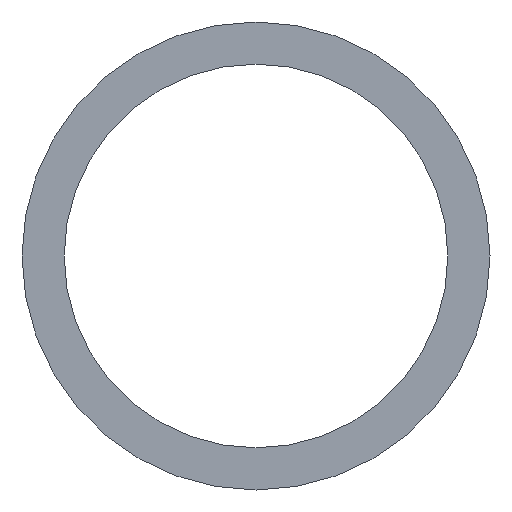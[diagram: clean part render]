
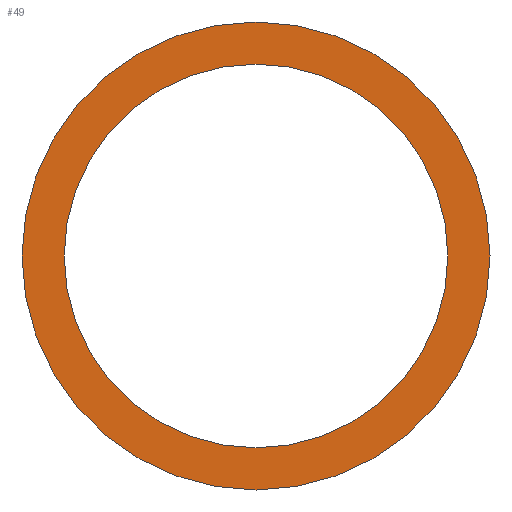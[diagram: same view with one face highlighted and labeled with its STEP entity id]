
A CAD part, front view. The second image highlights one B-rep face of the part: STEP entity #49.
In plain terms, the highlighted planar face has unit normal (0, -1, 0).
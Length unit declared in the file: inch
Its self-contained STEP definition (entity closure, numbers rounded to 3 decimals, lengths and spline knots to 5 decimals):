
#13 = EDGE_CURVE ( 'NONE', #233, #163, #187, .T. ) ;
#19 = VERTEX_POINT ( 'NONE', #234 ) ;
#49 = ADVANCED_FACE ( 'NONE', ( #185, #93 ), #192, .F. ) ;
#54 = DIRECTION ( 'NONE',  ( 0., 0., 1. ) ) ;
#56 = DIRECTION ( 'NONE',  ( 0., 1., 0. ) ) ;
#59 = CARTESIAN_POINT ( 'NONE',  ( 0., 0., 0. ) ) ;
#61 = EDGE_CURVE ( 'NONE', #19, #109, #203, .T. ) ;
#66 = CARTESIAN_POINT ( 'NONE',  ( 0., 0., -0.41 ) ) ;
#79 = DIRECTION ( 'NONE',  ( 0., 0., 1. ) ) ;
#80 = CARTESIAN_POINT ( 'NONE',  ( 0., 0., 0.41 ) ) ;
#84 = EDGE_CURVE ( 'NONE', #109, #19, #214, .T. ) ;
#93 = FACE_BOUND ( 'NONE', #123, .T. ) ;
#101 = AXIS2_PLACEMENT_3D ( 'NONE', #59, #56, #54 ) ;
#104 = EDGE_LOOP ( 'NONE', ( #127, #116 ) ) ;
#108 = DIRECTION ( 'NONE',  ( 0., 0., 1. ) ) ;
#109 = VERTEX_POINT ( 'NONE', #113 ) ;
#110 = DIRECTION ( 'NONE',  ( 0., 1., 0. ) ) ;
#111 = CARTESIAN_POINT ( 'NONE',  ( 0., 0., 0. ) ) ;
#113 = CARTESIAN_POINT ( 'NONE',  ( 0., 0., -0.5 ) ) ;
#116 = ORIENTED_EDGE ( 'NONE', *, *, #61, .F. ) ;
#120 = AXIS2_PLACEMENT_3D ( 'NONE', #220, #190, #189 ) ;
#123 = EDGE_LOOP ( 'NONE', ( #167, #125 ) ) ;
#125 = ORIENTED_EDGE ( 'NONE', *, *, #236, .T. ) ;
#127 = ORIENTED_EDGE ( 'NONE', *, *, #84, .F. ) ;
#147 = DIRECTION ( 'NONE',  ( 0., 0., 1. ) ) ;
#150 = DIRECTION ( 'NONE',  ( 0., 1., 0. ) ) ;
#151 = CARTESIAN_POINT ( 'NONE',  ( 0., 0., 0. ) ) ;
#153 = AXIS2_PLACEMENT_3D ( 'NONE', #111, #110, #108 ) ;
#163 = VERTEX_POINT ( 'NONE', #80 ) ;
#167 = ORIENTED_EDGE ( 'NONE', *, *, #13, .T. ) ;
#185 = FACE_OUTER_BOUND ( 'NONE', #104, .T. ) ;
#187 = CIRCLE ( 'NONE', #244, 0.41 ) ;
#189 = DIRECTION ( 'NONE',  ( 0., 0., 1. ) ) ;
#190 = DIRECTION ( 'NONE',  ( 0., 1., 0. ) ) ;
#192 = PLANE ( 'NONE',  #120 ) ;
#203 = CIRCLE ( 'NONE', #221, 0.5 ) ;
#214 = CIRCLE ( 'NONE', #153, 0.5 ) ;
#220 = CARTESIAN_POINT ( 'NONE',  ( 0., 0., 0. ) ) ;
#221 = AXIS2_PLACEMENT_3D ( 'NONE', #151, #150, #147 ) ;
#222 = DIRECTION ( 'NONE',  ( 0., 1., 0. ) ) ;
#232 = CARTESIAN_POINT ( 'NONE',  ( 0., 0., 0. ) ) ;
#233 = VERTEX_POINT ( 'NONE', #66 ) ;
#234 = CARTESIAN_POINT ( 'NONE',  ( 0., 0., 0.5 ) ) ;
#236 = EDGE_CURVE ( 'NONE', #163, #233, #248, .T. ) ;
#244 = AXIS2_PLACEMENT_3D ( 'NONE', #232, #222, #79 ) ;
#248 = CIRCLE ( 'NONE', #101, 0.41 ) ;
